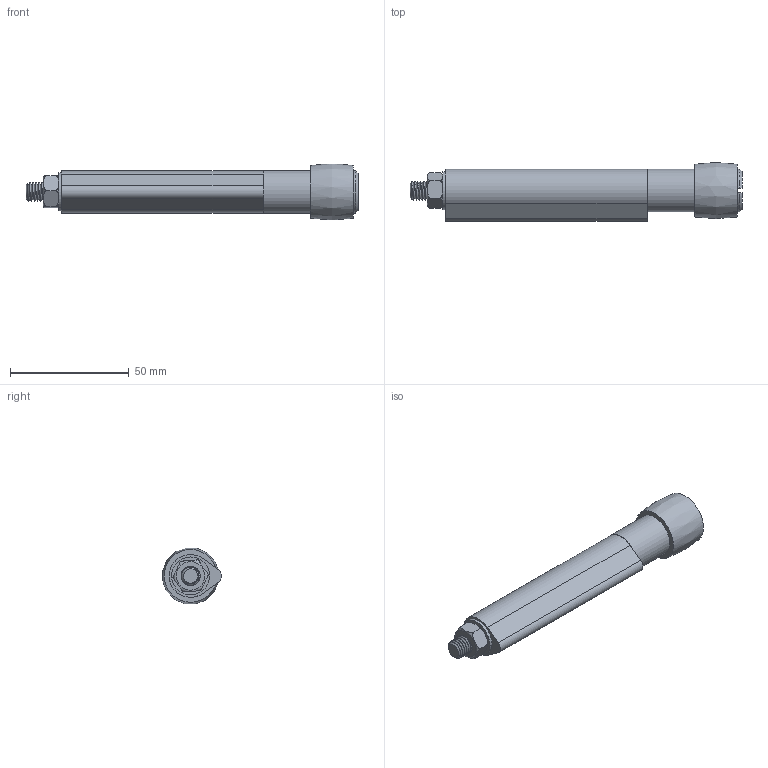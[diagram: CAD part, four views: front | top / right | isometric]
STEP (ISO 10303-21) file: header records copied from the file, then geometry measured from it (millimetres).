
FILE_DESCRIPTION((''),'2;1');
FILE_NAME('1105 SOE.stp','2008-11-18T07:59:14',('Didierr'),(''),'Autodesk Inventor 2009','Autodesk Inventor 2009','');
FILE_SCHEMA(('AUTOMOTIVE_DESIGN { 1 0 10303 214 1 1 1 1 }'));
Length unit declared in the file: millimetre
Products named in the file (7): 1105 SOE; 13589; 06008; 15736; 13523-B; 16437; 13522
Assembly tree (6 placements, depth 2):
  1105 SOE
    13589
    06008
    15736
    13523-B
    16437
    13522
Bounding box: 140 x 24.81 x 23.57 mm (x, y, z)
Volume: 38497.2 mm3; surface area: 20702 mm2
Topology: 6 solids, 6 shells, 54 faces, 111 edges, 74 vertices
Faces by surface type: plane 30, cylinder 14, bspline 6, cone 4
Full cylindrical faces by diameter (mm): 6.5 x1, 8.2 x1, 12 x1, 12.1 x1, 14 x1, 14.3 x1, 14.5 x1, 16 x1, 18 x2, 18.5 x1
Entity records: 3968 total; most frequent: CARTESIAN_POINT 2733, DIRECTION 225, ORIENTED_EDGE 176, AXIS2_PLACEMENT_3D 100, EDGE_CURVE 88, EDGE_LOOP 84, VERTEX_POINT 68, FACE_OUTER_BOUND 53
